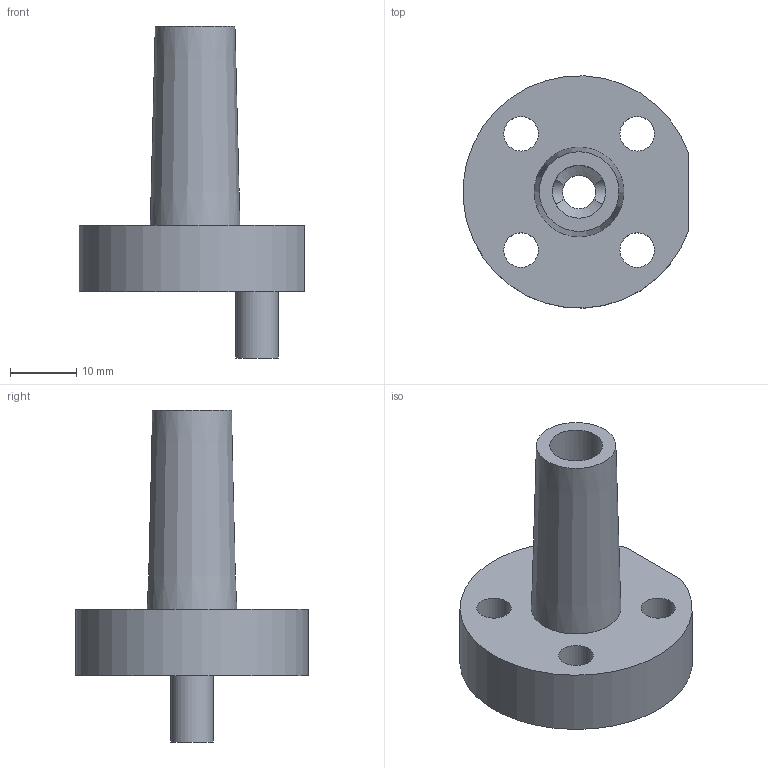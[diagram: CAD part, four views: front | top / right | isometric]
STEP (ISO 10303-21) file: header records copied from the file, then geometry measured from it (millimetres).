
FILE_DESCRIPTION(('FreeCAD Model'),'2;1');
FILE_NAME('Open CASCADE Shape Model','2024-03-29T18:56:52',(''),(''), 'Open CASCADE STEP processor 7.6','FreeCAD','Unknown');
FILE_SCHEMA(('AUTOMOTIVE_DESIGN { 1 0 10303 214 1 1 1 1 }'));
Length unit declared in the file: millimetre
Products named in the file (1): Bottle Holder
Bounding box: 33.94 x 34.97 x 50 mm (x, y, z)
Volume: 10589.2 mm3; surface area: 6082.1 mm2
Topology: 1 solids, 1 shells, 21 faces, 56 edges, 37 vertices
Faces by surface type: cylinder 12, plane 5, cone 4
Full cylindrical faces by diameter (mm): 4 x2, 4.2 x2, 5 x1, 5.2 x4, 6.4 x1, 8 x1
Entity records: 3191 total; most frequent: CARTESIAN_POINT 2090, DIRECTION 187, ORIENTED_EDGE 110, PCURVE 110, DEFINITIONAL_REPRESENTATION 110, LINE 83, VECTOR 83, EDGE_CURVE 55
